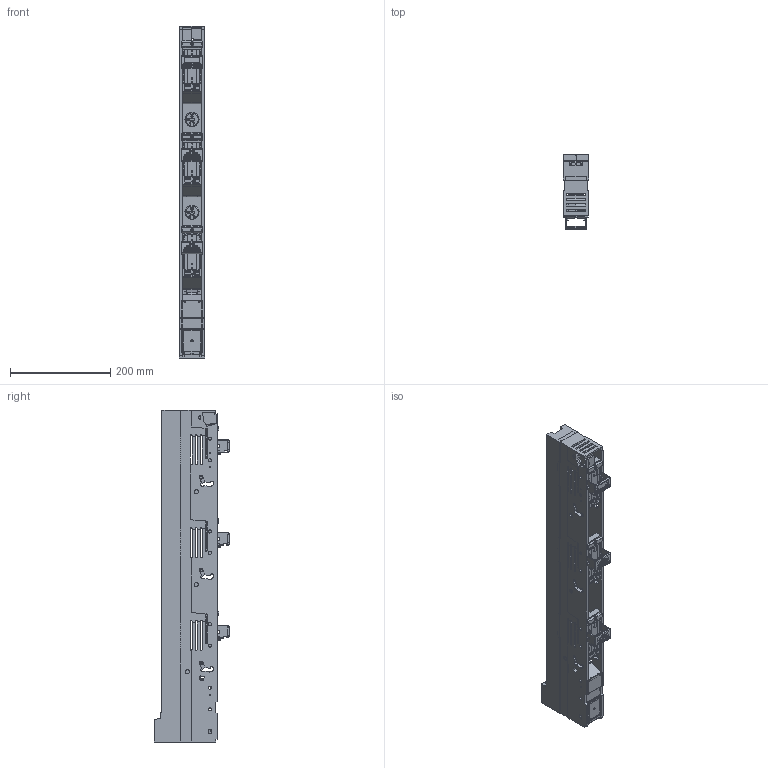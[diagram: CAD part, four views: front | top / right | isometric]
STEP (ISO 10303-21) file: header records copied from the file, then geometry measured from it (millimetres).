
FILE_DESCRIPTION(('CATIA V5 STEP'),'2;1');
FILE_NAME('L0675_NH_Sicherungslastschaltleiste_SL00_3x_185_F.stp','2018-12-11T10:10:28+00:00',('none'),('Jean Müller GmbH'),'CATIA Version 5 Release 19 SP 9 (IN-10)','CATIA V5 STEP AP214','none');
FILE_SCHEMA(('AUTOMOTIVE_DESIGN { 1 0 10303 214 1 1 1 1 }'));
Products named in the file (1): L0675_NH-Sicherungslastschaltleiste SL00-3x/185/F
Bounding box: 50 x 149.87 x 662 mm (x, y, z)
Volume: 1337188.8 mm3; surface area: 520322 mm2
Topology: 11 solids, 19 shells, 4740 faces, 13597 edges, 8827 vertices
Faces by surface type: plane 2952, cylinder 1091, cone 309, bspline 265, sphere 97, torus 26
Entity records: 172554 total; most frequent: CARTESIAN_POINT 61403, ORIENTED_EDGE 27024, DIRECTION 16475, EDGE_CURVE 13512, VERTEX_POINT 8827, VECTOR 7943, LINE 7943, EDGE_LOOP 5105
